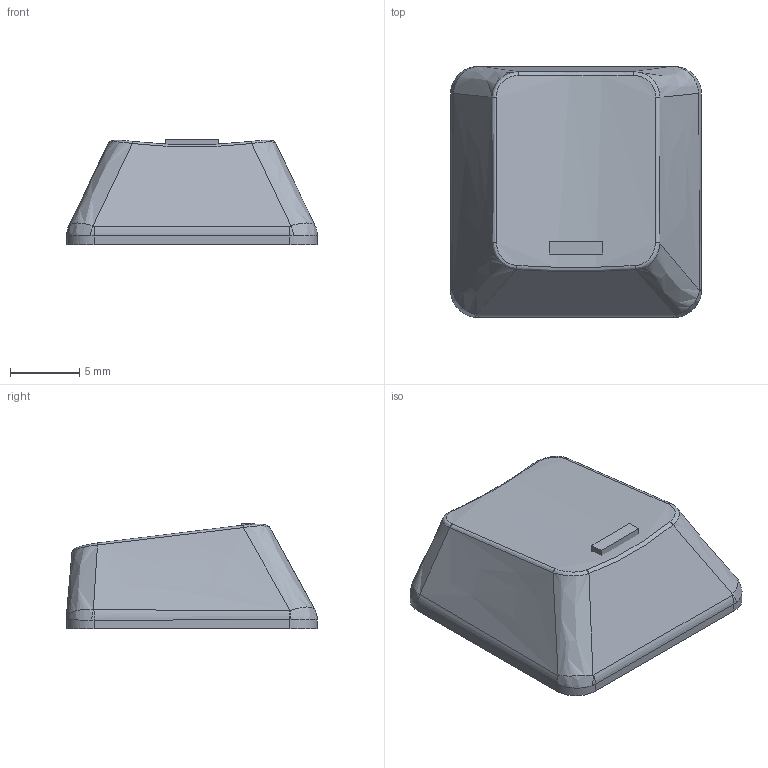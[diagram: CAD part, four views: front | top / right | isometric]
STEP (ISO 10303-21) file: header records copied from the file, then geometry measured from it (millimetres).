
FILE_DESCRIPTION(/* description */ (''),/* implementation_level */ '2;1');
FILE_NAME(/* name */ 'Row_3_1u_homing_bar.step',/* time_stamp */ '2021-02-26T18:29:15-06:00',/* author */ (''),/* organization */ (''),/* preprocessor_version */ 'ST-DEVELOPER v18.1',/* originating_system */ 'Autodesk Translation Framework v9.7.1.1290',/* authorisation */ '');
FILE_SCHEMA (('AUTOMOTIVE_DESIGN { 1 0 10303 214 3 1 1 }'));
Length unit declared in the file: millimetre
Products named in the file (1): Row_3_1u_homing_bar
Bounding box: 18.16 x 18.16 x 7.6 mm (x, y, z)
Volume: 545.6 mm3; surface area: 1393.3 mm2
Topology: 2 solids, 2 shells, 80 faces, 196 edges, 123 vertices
Faces by surface type: bspline 37, plane 32, cylinder 11
Full cylindrical faces by diameter (mm): 5.5 x1
Entity records: 3292 total; most frequent: CARTESIAN_POINT 1621, ORIENTED_EDGE 392, DIRECTION 233, EDGE_CURVE 196, VERTEX_POINT 123, B_SPLINE_CURVE_WITH_KNOTS 90, EDGE_LOOP 83, AXIS2_PLACEMENT_3D 83
